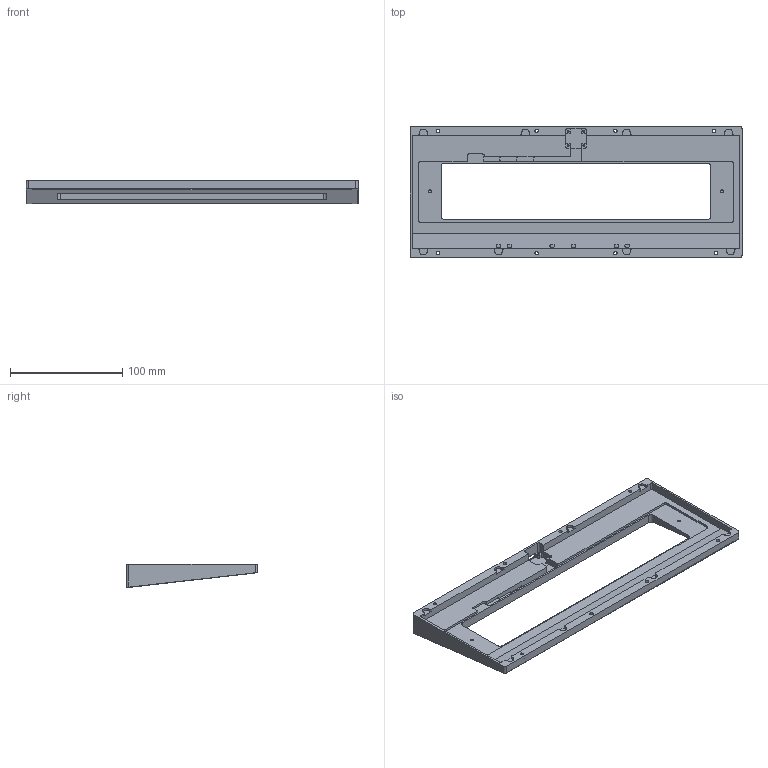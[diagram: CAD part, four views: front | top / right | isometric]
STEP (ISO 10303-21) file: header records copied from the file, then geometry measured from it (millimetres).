
FILE_DESCRIPTION(/* description */ (''),/* implementation_level */ '2;1');
FILE_NAME(/* name */ 'Serendipity Bottom (flared).step',/* time_stamp */ '2022-11-11T15:35:20+02:00',/* author */ (''),/* organization */ (''),/* preprocessor_version */ 'ST-DEVELOPER v19.2',/* originating_system */ 'Autodesk Translation Framework v11.17.0.187',/* authorisation */ '');
FILE_SCHEMA (('AUTOMOTIVE_DESIGN { 1 0 10303 214 3 1 1 }'));
Length unit declared in the file: millimetre
Products named in the file (1): Bottom
Bounding box: 295.26 x 116.76 x 20.72 mm (x, y, z)
Volume: 179885.5 mm3; surface area: 70785.7 mm2
Topology: 1 solids, 1 shells, 354 faces, 956 edges, 627 vertices
Faces by surface type: plane 191, cylinder 140, cone 14, bspline 9
Full cylindrical faces by diameter (mm): 1.623 x4, 2.529 x2, 3 x8, 6 x8
Entity records: 11390 total; most frequent: CARTESIAN_POINT 2157, DIRECTION 1973, ORIENTED_EDGE 1900, EDGE_CURVE 950, AXIS2_PLACEMENT_3D 697, VERTEX_POINT 627, LINE 579, VECTOR 579
